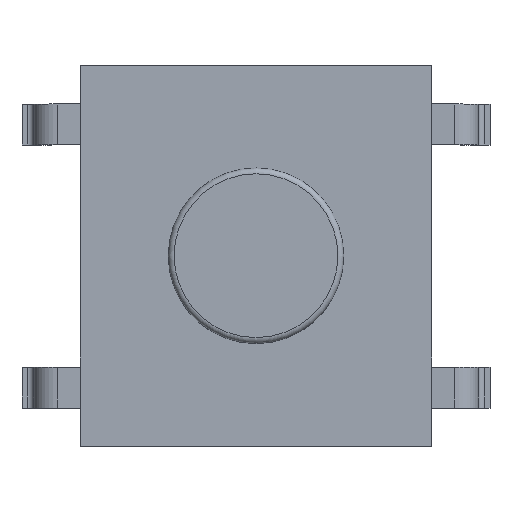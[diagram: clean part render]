
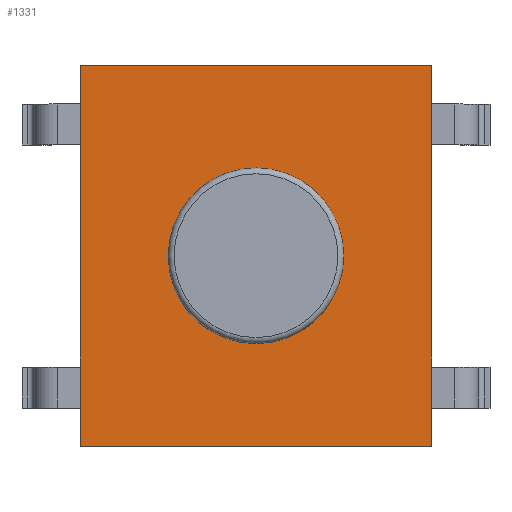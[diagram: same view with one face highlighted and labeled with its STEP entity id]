
A CAD part, top view. The second image highlights one B-rep face of the part: STEP entity #1331.
In plain terms, the highlighted planar face has unit normal (0, 0, 1).
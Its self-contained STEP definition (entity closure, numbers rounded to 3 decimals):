
#15=FACE_BOUND('',#511,.T.);
#47=PLANE('',#1437);
#108=LINE('',#1974,#259);
#117=LINE('',#1994,#268);
#125=LINE('',#2011,#276);
#127=LINE('',#2014,#278);
#259=VECTOR('',#1586,10.);
#268=VECTOR('',#1601,10.);
#276=VECTOR('',#1619,10.);
#278=VECTOR('',#1623,10.);
#430=FACE_OUTER_BOUND('',#510,.T.);
#510=EDGE_LOOP('',(#1012,#1013,#1014,#1015));
#511=EDGE_LOOP('',(#1016));
#576=CIRCLE('',#1433,1.5);
#627=VERTEX_POINT('',#1971);
#628=VERTEX_POINT('',#1973);
#635=VERTEX_POINT('',#1992);
#636=VERTEX_POINT('',#1993);
#639=VERTEX_POINT('',#2004);
#762=EDGE_CURVE('',#627,#628,#108,.T.);
#771=EDGE_CURVE('',#635,#636,#117,.T.);
#777=EDGE_CURVE('',#639,#639,#576,.T.);
#781=EDGE_CURVE('',#628,#635,#125,.T.);
#783=EDGE_CURVE('',#636,#627,#127,.T.);
#1012=ORIENTED_EDGE('',*,*,#783,.F.);
#1013=ORIENTED_EDGE('',*,*,#771,.F.);
#1014=ORIENTED_EDGE('',*,*,#781,.F.);
#1015=ORIENTED_EDGE('',*,*,#762,.F.);
#1016=ORIENTED_EDGE('',*,*,#777,.T.);
#1331=ADVANCED_FACE('',(#430,#15),#47,.T.);
#1433=AXIS2_PLACEMENT_3D('',#2005,#1611,#1612);
#1437=AXIS2_PLACEMENT_3D('',#2015,#1624,#1625);
#1586=DIRECTION('',(-1.,0.,0.));
#1601=DIRECTION('',(1.,0.,0.));
#1611=DIRECTION('center_axis',(0.,0.,-1.));
#1612=DIRECTION('ref_axis',(1.,0.,0.));
#1619=DIRECTION('',(0.,1.,0.));
#1623=DIRECTION('',(0.,-1.,0.));
#1624=DIRECTION('center_axis',(0.,0.,1.));
#1625=DIRECTION('ref_axis',(1.,0.,0.));
#1971=CARTESIAN_POINT('',(3.,-3.25,2.6));
#1973=CARTESIAN_POINT('',(-3.,-3.25,2.6));
#1974=CARTESIAN_POINT('',(3.,-3.25,2.6));
#1992=CARTESIAN_POINT('',(-3.,3.25,2.6));
#1993=CARTESIAN_POINT('',(3.,3.25,2.6));
#1994=CARTESIAN_POINT('',(-3.,3.25,2.6));
#2004=CARTESIAN_POINT('',(-1.5,0.,2.6));
#2005=CARTESIAN_POINT('Origin',(0.,0.,2.6));
#2011=CARTESIAN_POINT('',(-3.,3.15,2.6));
#2014=CARTESIAN_POINT('',(3.,-3.15,2.6));
#2015=CARTESIAN_POINT('Origin',(0.,0.,2.6));
